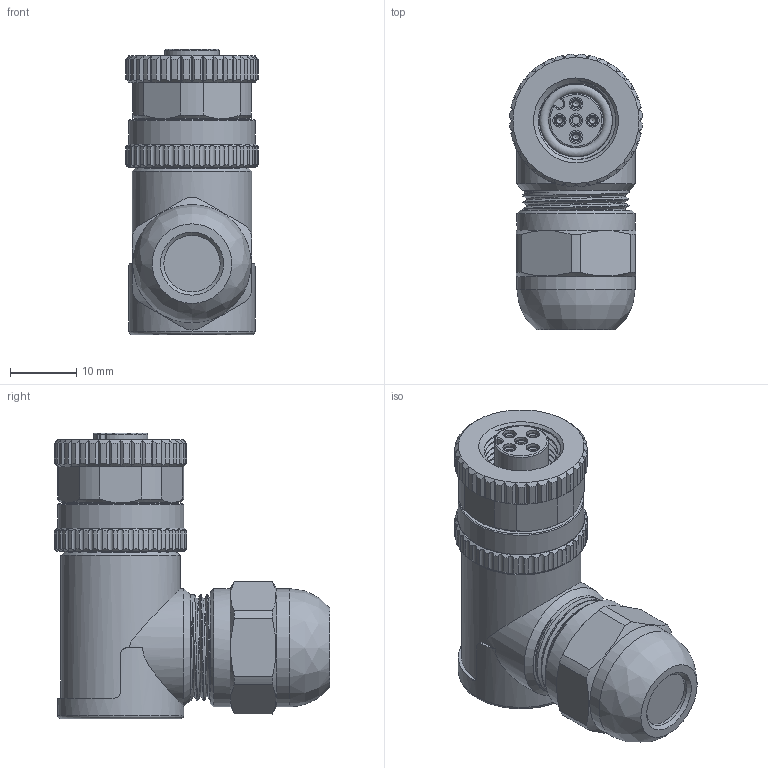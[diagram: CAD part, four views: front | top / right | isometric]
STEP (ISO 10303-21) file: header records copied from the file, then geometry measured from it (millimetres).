
FILE_DESCRIPTION(/* description */ (''),/* implementation_level */ '2;1');
FILE_NAME(/* name */ 'LSBO12.4-0-M-S-C-1.stp',/* time_stamp */ '2023-12-06T15:18:42+08:00',/* author */ (''),/* organization */ (''),/* preprocessor_version */ 'ST-DEVELOPER v16',/* originating_system */ 'SIEMENS PLM Software NX 10.0',/* authorisation */ '');
FILE_SCHEMA (('AP203_CONFIGURATION_CONTROLLED_3D_DESIGN_OF_MECHANICAL_PARTS_AND_ASSEMBLIES_MIM_LF { 1 0 10303 403 2 1 2}'));
Length unit declared in the file: millimetre
Products named in the file (1): chan373C5E337zv1
Bounding box: 19.98 x 41.49 x 43 mm (x, y, z)
Volume: 16729.8 mm3; surface area: 7752.2 mm2
Topology: 10 solids, 10 shells, 495 faces, 1316 edges, 868 vertices
Faces by surface type: cylinder 234, plane 183, bspline 40, cone 32, torus 4, sphere 2
Full cylindrical faces by diameter (mm): 0.5 x4, 1.2 x5, 1.6 x17, 1.8 x8, 2 x5, 2.2 x4, 8.5 x1, 9.5 x1, 11.6 x1, 12.1 x1, 16 x2, 16.6 x1, 17 x1, 17.8 x3, 18 x1, 19 x2
Entity records: 21238 total; most frequent: CARTESIAN_POINT 10069, ORIENTED_EDGE 2334, DIRECTION 2049, EDGE_CURVE 1167, AXIS2_PLACEMENT_3D 856, VERTEX_POINT 817, EDGE_LOOP 625, ADVANCED_FACE 493
